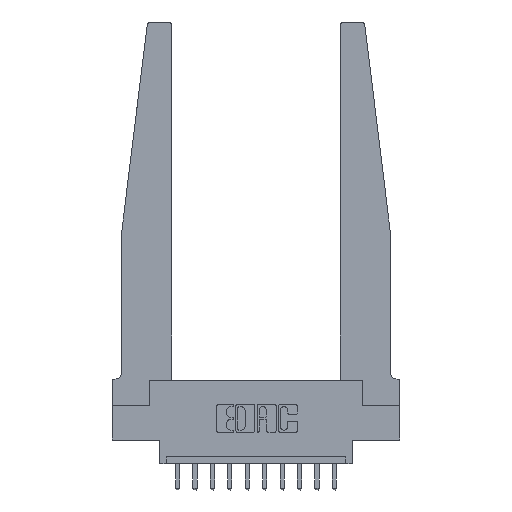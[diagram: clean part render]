
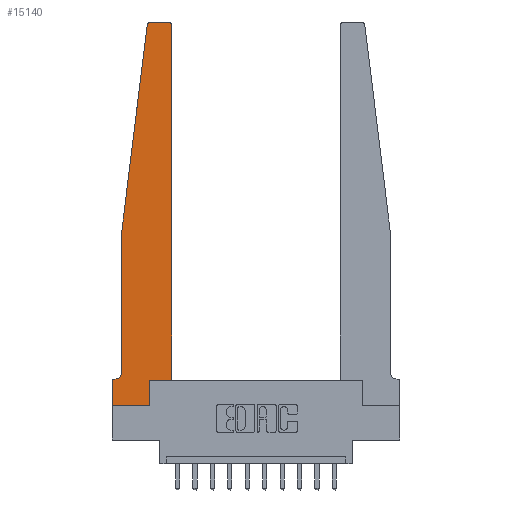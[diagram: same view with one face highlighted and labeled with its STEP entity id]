
A CAD part, top view. The second image highlights one B-rep face of the part: STEP entity #15140.
In plain terms, the highlighted planar face has unit normal (0, 0, 1).
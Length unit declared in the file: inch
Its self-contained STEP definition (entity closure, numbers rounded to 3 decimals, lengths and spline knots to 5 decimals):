
#127 = LINE ( 'NONE', #8926, #4730 ) ;
#188 = VERTEX_POINT ( 'NONE', #14160 ) ;
#412 = VERTEX_POINT ( 'NONE', #6430 ) ;
#821 = LINE ( 'NONE', #14405, #5976 ) ;
#1055 = ORIENTED_EDGE ( 'NONE', *, *, #1603, .T. ) ;
#1475 = ORIENTED_EDGE ( 'NONE', *, *, #4945, .T. ) ;
#1586 = VERTEX_POINT ( 'NONE', #11565 ) ;
#1603 = EDGE_CURVE ( 'NONE', #9996, #11207, #9147, .T. ) ;
#1724 = CARTESIAN_POINT ( 'NONE',  ( 0.395, 2.75, 0.37 ) ) ;
#2066 = CARTESIAN_POINT ( 'NONE',  ( 0., 0., 0.37 ) ) ;
#2136 = CARTESIAN_POINT ( 'NONE',  ( 0.015, 0.2375, 0.37 ) ) ;
#2515 = ORIENTED_EDGE ( 'NONE', *, *, #10668, .T. ) ;
#2750 = CARTESIAN_POINT ( 'NONE',  ( 0.2605, 0.18, 0.37 ) ) ;
#2788 = CIRCLE ( 'NONE', #7733, 0.05 ) ;
#2823 = ORIENTED_EDGE ( 'NONE', *, *, #6679, .T. ) ;
#3742 = EDGE_CURVE ( 'NONE', #5157, #9996, #13979, .T. ) ;
#3846 = CARTESIAN_POINT ( 'NONE',  ( 0.065, 1.25, 0.37 ) ) ;
#3880 = VERTEX_POINT ( 'NONE', #8141 ) ;
#4161 = ORIENTED_EDGE ( 'NONE', *, *, #7864, .T. ) ;
#4228 = VERTEX_POINT ( 'NONE', #1724 ) ;
#4454 = LINE ( 'NONE', #13970, #5678 ) ;
#4730 = VECTOR ( 'NONE', #6396, 39.37008 ) ;
#4787 = CARTESIAN_POINT ( 'NONE',  ( 0.27653, 2.72, 0.37 ) ) ;
#4870 = LINE ( 'NONE', #10726, #15215 ) ;
#4945 = EDGE_CURVE ( 'NONE', #3880, #4228, #12658, .T. ) ;
#4956 = VERTEX_POINT ( 'NONE', #13105 ) ;
#4963 = LINE ( 'NONE', #2750, #8588 ) ;
#5081 = CARTESIAN_POINT ( 'NONE',  ( 0., 0.1875, 0.37 ) ) ;
#5109 = CIRCLE ( 'NONE', #6932, 0.03 ) ;
#5157 = VERTEX_POINT ( 'NONE', #9554 ) ;
#5167 = DIRECTION ( 'NONE',  ( 1., 0., 0. ) ) ;
#5175 = CARTESIAN_POINT ( 'NONE',  ( 0.065, 0.2375, 0.37 ) ) ;
#5209 = VECTOR ( 'NONE', #12888, 39.37008 ) ;
#5678 = VECTOR ( 'NONE', #10304, 39.37008 ) ;
#5781 = DIRECTION ( 'NONE',  ( 1., 0., 0. ) ) ;
#5785 = ORIENTED_EDGE ( 'NONE', *, *, #13270, .T. ) ;
#5875 = VECTOR ( 'NONE', #15398, 39.37008 ) ;
#5976 = VECTOR ( 'NONE', #14245, 39.37008 ) ;
#6268 = CARTESIAN_POINT ( 'NONE',  ( 0.065, 0.1875, 0.37 ) ) ;
#6396 = DIRECTION ( 'NONE',  ( -1., 0., 0. ) ) ;
#6430 = CARTESIAN_POINT ( 'NONE',  ( 0.2605, 0.18, 0.37 ) ) ;
#6552 = CARTESIAN_POINT ( 'NONE',  ( 0., 0.1875, 0.37 ) ) ;
#6679 = EDGE_CURVE ( 'NONE', #4956, #3880, #821, .T. ) ;
#6932 = AXIS2_PLACEMENT_3D ( 'NONE', #4787, #8227, #7002 ) ;
#6962 = AXIS2_PLACEMENT_3D ( 'NONE', #14596, #14230, #11726 ) ;
#7002 = DIRECTION ( 'NONE',  ( 1., 0., 0. ) ) ;
#7087 = DIRECTION ( 'NONE',  ( 0., -1., 0. ) ) ;
#7220 = CARTESIAN_POINT ( 'NONE',  ( 0.2605, 0., 0.37 ) ) ;
#7312 = EDGE_CURVE ( 'NONE', #1586, #13956, #15295, .T. ) ;
#7529 = FACE_OUTER_BOUND ( 'NONE', #9219, .T. ) ;
#7733 = AXIS2_PLACEMENT_3D ( 'NONE', #2136, #12006, #14513 ) ;
#7864 = EDGE_CURVE ( 'NONE', #4228, #8299, #127, .T. ) ;
#8061 = AXIS2_PLACEMENT_3D ( 'NONE', #5081, #10020, #5167 ) ;
#8141 = CARTESIAN_POINT ( 'NONE',  ( 0.425, 2.72, 0.37 ) ) ;
#8227 = DIRECTION ( 'NONE',  ( 0., 0., 1. ) ) ;
#8299 = VERTEX_POINT ( 'NONE', #9288 ) ;
#8588 = VECTOR ( 'NONE', #12914, 39.37008 ) ;
#8868 = ORIENTED_EDGE ( 'NONE', *, *, #13004, .T. ) ;
#8926 = CARTESIAN_POINT ( 'NONE',  ( 0.25, 2.75, 0.37 ) ) ;
#9147 = LINE ( 'NONE', #15358, #5209 ) ;
#9219 = EDGE_LOOP ( 'NONE', ( #4161, #13778, #14593, #1055, #11895, #15677, #8868, #2515, #14271, #5785, #2823, #1475 ) ) ;
#9288 = CARTESIAN_POINT ( 'NONE',  ( 0.27653, 2.75, 0.37 ) ) ;
#9554 = CARTESIAN_POINT ( 'NONE',  ( 0.24675, 2.72367, 0.37 ) ) ;
#9826 = DIRECTION ( 'NONE',  ( -1., 0., 0. ) ) ;
#9996 = VERTEX_POINT ( 'NONE', #3846 ) ;
#10020 = DIRECTION ( 'NONE',  ( 0., 0., 1. ) ) ;
#10304 = DIRECTION ( 'NONE',  ( 1., 0., 0. ) ) ;
#10668 = EDGE_CURVE ( 'NONE', #188, #13453, #13173, .T. ) ;
#10726 = CARTESIAN_POINT ( 'NONE',  ( 0., 0., 0.37 ) ) ;
#11073 = VECTOR ( 'NONE', #5781, 39.37008 ) ;
#11207 = VERTEX_POINT ( 'NONE', #5175 ) ;
#11565 = CARTESIAN_POINT ( 'NONE',  ( 0.015, 0.1875, 0.37 ) ) ;
#11619 = CARTESIAN_POINT ( 'NONE',  ( 0.065, 1.25, 0.37 ) ) ;
#11726 = DIRECTION ( 'NONE',  ( 1., 0., 0. ) ) ;
#11858 = EDGE_CURVE ( 'NONE', #8299, #5157, #5109, .T. ) ;
#11895 = ORIENTED_EDGE ( 'NONE', *, *, #12091, .T. ) ;
#12006 = DIRECTION ( 'NONE',  ( 0., 0., -1. ) ) ;
#12091 = EDGE_CURVE ( 'NONE', #11207, #1586, #2788, .T. ) ;
#12470 = PLANE ( 'NONE',  #8061 ) ;
#12658 = CIRCLE ( 'NONE', #6962, 0.03 ) ;
#12888 = DIRECTION ( 'NONE',  ( 0., -1., 0. ) ) ;
#12914 = DIRECTION ( 'NONE',  ( 0., 1., 0. ) ) ;
#13004 = EDGE_CURVE ( 'NONE', #13956, #188, #4870, .T. ) ;
#13105 = CARTESIAN_POINT ( 'NONE',  ( 0.425, 0.18, 0.37 ) ) ;
#13173 = LINE ( 'NONE', #2066, #11073 ) ;
#13270 = EDGE_CURVE ( 'NONE', #412, #4956, #4454, .T. ) ;
#13453 = VERTEX_POINT ( 'NONE', #7220 ) ;
#13778 = ORIENTED_EDGE ( 'NONE', *, *, #11858, .T. ) ;
#13956 = VERTEX_POINT ( 'NONE', #6552 ) ;
#13970 = CARTESIAN_POINT ( 'NONE',  ( 0.425, 0.18, 0.37 ) ) ;
#13979 = LINE ( 'NONE', #11619, #5875 ) ;
#14160 = CARTESIAN_POINT ( 'NONE',  ( 0., 0., 0.37 ) ) ;
#14230 = DIRECTION ( 'NONE',  ( 0., 0., 1. ) ) ;
#14245 = DIRECTION ( 'NONE',  ( 0., 1., 0. ) ) ;
#14271 = ORIENTED_EDGE ( 'NONE', *, *, #15944, .T. ) ;
#14405 = CARTESIAN_POINT ( 'NONE',  ( 0.425, 0.18, 0.37 ) ) ;
#14513 = DIRECTION ( 'NONE',  ( -1., 0., 0. ) ) ;
#14593 = ORIENTED_EDGE ( 'NONE', *, *, #3742, .T. ) ;
#14596 = CARTESIAN_POINT ( 'NONE',  ( 0.395, 2.72, 0.37 ) ) ;
#15031 = VECTOR ( 'NONE', #9826, 39.37008 ) ;
#15140 = ADVANCED_FACE ( 'NONE', ( #7529 ), #12470, .T. ) ;
#15215 = VECTOR ( 'NONE', #7087, 39.37008 ) ;
#15295 = LINE ( 'NONE', #6268, #15031 ) ;
#15358 = CARTESIAN_POINT ( 'NONE',  ( 0.065, 1.25, 0.37 ) ) ;
#15398 = DIRECTION ( 'NONE',  ( -0.122, -0.992, 0. ) ) ;
#15677 = ORIENTED_EDGE ( 'NONE', *, *, #7312, .T. ) ;
#15944 = EDGE_CURVE ( 'NONE', #13453, #412, #4963, .T. ) ;
